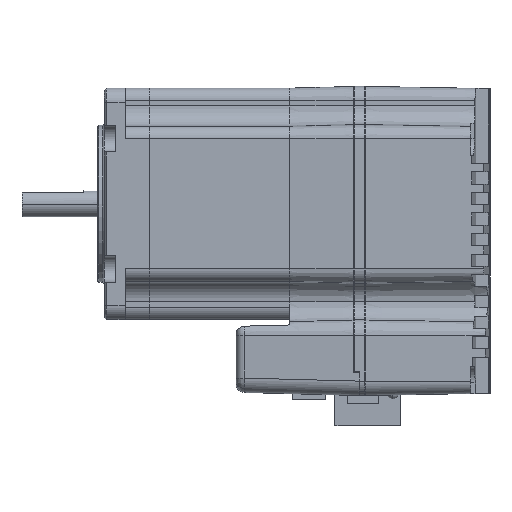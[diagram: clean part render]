
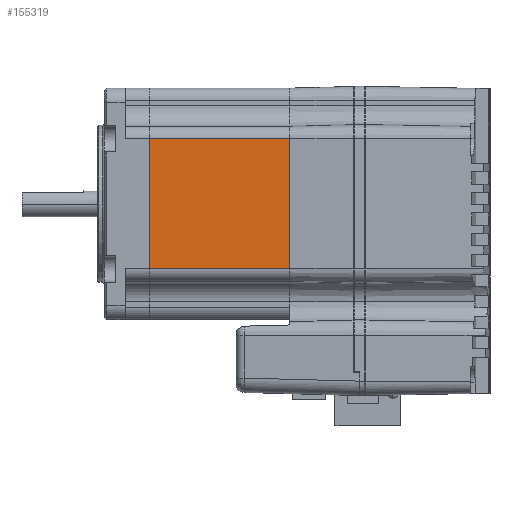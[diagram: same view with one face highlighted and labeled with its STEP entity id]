
A CAD part, left-side view. The second image highlights one B-rep face of the part: STEP entity #155319.
In plain terms, the highlighted planar face has unit normal (-1, 0, 0).
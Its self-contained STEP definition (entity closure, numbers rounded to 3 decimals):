
#23120 = CARTESIAN_POINT ( 'NONE',  ( 240.966, 175.393, 34. ) ) ;
#23264 = CARTESIAN_POINT ( 'NONE',  ( 240.966, 143.793, 34. ) ) ;
#23265 = DIRECTION ( 'NONE',  ( 0., -1., 0. ) ) ;
#23266 = VECTOR ( 'NONE', #23265, 1000. ) ;
#23267 = CARTESIAN_POINT ( 'NONE',  ( 240.966, 175.393, 34. ) ) ;
#23268 = LINE ( 'NONE', #23267, #23266 ) ;
#23356 = CARTESIAN_POINT ( 'NONE',  ( 240.966, 175.393, 0. ) ) ;
#23357 = DIRECTION ( 'NONE',  ( 0., -1., 0. ) ) ;
#23358 = VECTOR ( 'NONE', #23357, 1000. ) ;
#23359 = CARTESIAN_POINT ( 'NONE',  ( 240.966, 175.393, 0. ) ) ;
#23360 = LINE ( 'NONE', #23359, #23358 ) ;
#23361 = CARTESIAN_POINT ( 'NONE',  ( 240.966, 143.793, 0. ) ) ;
#26214 = DIRECTION ( 'NONE',  ( 0., 0., -1. ) ) ;
#26215 = VECTOR ( 'NONE', #26214, 1000. ) ;
#26216 = CARTESIAN_POINT ( 'NONE',  ( 240.966, 143.793, 34. ) ) ;
#26217 = DIRECTION ( 'NONE',  ( 0., 0., -1. ) ) ;
#26218 = DIRECTION ( 'NONE',  ( 1., 0., 0. ) ) ;
#26219 = CARTESIAN_POINT ( 'NONE',  ( 240.966, 175.393, 34. ) ) ;
#26220 = LINE ( 'NONE', #26216, #26215 ) ;
#26221 = AXIS2_PLACEMENT_3D ( 'NONE', #26219, #26218, #26217 ) ;
#26222 = PLANE ( 'NONE',  #26221 ) ;
#26225 = FACE_OUTER_BOUND ( 'NONE', #155358, .T. ) ;
#26249 = DIRECTION ( 'NONE',  ( 0., 0., -1. ) ) ;
#26250 = VECTOR ( 'NONE', #26249, 1000. ) ;
#26251 = CARTESIAN_POINT ( 'NONE',  ( 240.966, 175.393, 34. ) ) ;
#26252 = LINE ( 'NONE', #26251, #26250 ) ;
#152578 = VERTEX_POINT ( 'NONE', #23120 ) ;
#152683 = EDGE_CURVE ( 'NONE', #152578, #152685, #23268, .T. ) ;
#152685 = VERTEX_POINT ( 'NONE', #23264 ) ;
#152784 = VERTEX_POINT ( 'NONE', #23361 ) ;
#152787 = EDGE_CURVE ( 'NONE', #152788, #152784, #23360, .T. ) ;
#152788 = VERTEX_POINT ( 'NONE', #23356 ) ;
#155319 = ADVANCED_FACE ( 'NONE', ( #26225 ), #26222, .F. ) ;
#155321 = ORIENTED_EDGE ( 'NONE', *, *, #152787, .T. ) ;
#155322 = ORIENTED_EDGE ( 'NONE', *, *, #155323, .F. ) ;
#155323 = EDGE_CURVE ( 'NONE', #152685, #152784, #26220, .T. ) ;
#155324 = ORIENTED_EDGE ( 'NONE', *, *, #152683, .F. ) ;
#155326 = ORIENTED_EDGE ( 'NONE', *, *, #155354, .T. ) ;
#155354 = EDGE_CURVE ( 'NONE', #152578, #152788, #26252, .T. ) ;
#155358 = EDGE_LOOP ( 'NONE', ( #155321, #155322, #155324, #155326 ) ) ;
